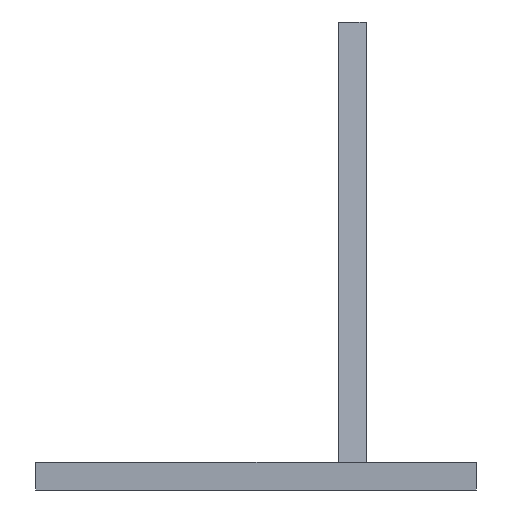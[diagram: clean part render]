
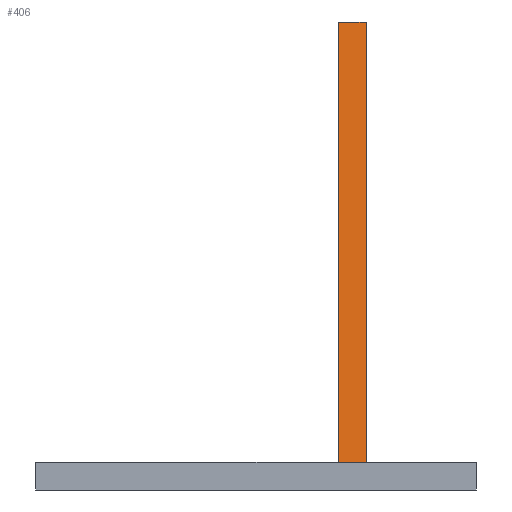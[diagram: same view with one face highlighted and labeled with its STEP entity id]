
A CAD part, left-side view. The second image highlights one B-rep face of the part: STEP entity #406.
In plain terms, the highlighted face is planar.
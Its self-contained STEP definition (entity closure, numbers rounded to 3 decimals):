
#22 = DIRECTION ( 'NONE',  ( 0.992, -0.124, 0. ) ) ;
#142 = ORIENTED_EDGE ( 'NONE', *, *, #1274, .T. ) ;
#201 = VERTEX_POINT ( 'NONE', #1146 ) ;
#232 = DIRECTION ( 'NONE',  ( -0.124, -0.992, 0. ) ) ;
#235 = VERTEX_POINT ( 'NONE', #918 ) ;
#348 = LINE ( 'NONE', #559, #1288 ) ;
#406 = ADVANCED_FACE ( 'NONE', ( #1205 ), #2393, .F. ) ;
#472 = EDGE_CURVE ( 'NONE', #201, #1705, #2020, .T. ) ;
#516 = VECTOR ( 'NONE', #232, 1000. ) ;
#548 = ORIENTED_EDGE ( 'NONE', *, *, #1493, .T. ) ;
#559 = CARTESIAN_POINT ( 'NONE',  ( -50., 0., 0. ) ) ;
#575 = CARTESIAN_POINT ( 'NONE',  ( -50., 0., 5. ) ) ;
#698 = CARTESIAN_POINT ( 'NONE',  ( -50., 0., 5. ) ) ;
#701 = LINE ( 'NONE', #1706, #1609 ) ;
#918 = CARTESIAN_POINT ( 'NONE',  ( -40., 80., 0. ) ) ;
#1146 = CARTESIAN_POINT ( 'NONE',  ( -40., 80., 5. ) ) ;
#1205 = FACE_OUTER_BOUND ( 'NONE', #2352, .T. ) ;
#1274 = EDGE_CURVE ( 'NONE', #201, #235, #701, .T. ) ;
#1288 = VECTOR ( 'NONE', #1360, 1000. ) ;
#1326 = LINE ( 'NONE', #698, #1824 ) ;
#1360 = DIRECTION ( 'NONE',  ( -0.124, -0.992, 0. ) ) ;
#1423 = CARTESIAN_POINT ( 'NONE',  ( -50., 0., 0. ) ) ;
#1493 = EDGE_CURVE ( 'NONE', #235, #1838, #348, .T. ) ;
#1500 = DIRECTION ( 'NONE',  ( 0., 0., -1. ) ) ;
#1609 = VECTOR ( 'NONE', #2495, 1000. ) ;
#1705 = VERTEX_POINT ( 'NONE', #1979 ) ;
#1706 = CARTESIAN_POINT ( 'NONE',  ( -40., 80., 5. ) ) ;
#1778 = DIRECTION ( 'NONE',  ( 0.124, 0.992, 0. ) ) ;
#1796 = AXIS2_PLACEMENT_3D ( 'NONE', #575, #22, #1778 ) ;
#1824 = VECTOR ( 'NONE', #1500, 1000. ) ;
#1838 = VERTEX_POINT ( 'NONE', #1423 ) ;
#1955 = EDGE_CURVE ( 'NONE', #1705, #1838, #1326, .T. ) ;
#1968 = ORIENTED_EDGE ( 'NONE', *, *, #1955, .F. ) ;
#1979 = CARTESIAN_POINT ( 'NONE',  ( -50., 0., 5. ) ) ;
#2020 = LINE ( 'NONE', #2450, #516 ) ;
#2079 = ORIENTED_EDGE ( 'NONE', *, *, #472, .F. ) ;
#2352 = EDGE_LOOP ( 'NONE', ( #548, #1968, #2079, #142 ) ) ;
#2393 = PLANE ( 'NONE',  #1796 ) ;
#2450 = CARTESIAN_POINT ( 'NONE',  ( -50., 0., 5. ) ) ;
#2495 = DIRECTION ( 'NONE',  ( 0., 0., -1. ) ) ;
